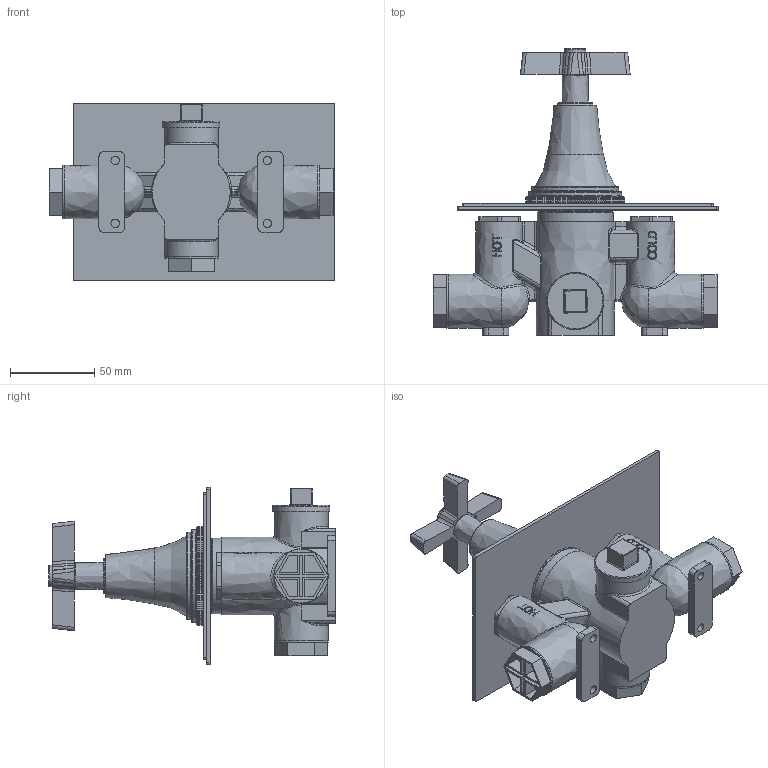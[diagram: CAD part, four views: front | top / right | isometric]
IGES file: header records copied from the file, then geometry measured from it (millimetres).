
Global section: file name: V600-T2X; native system: Autodesk Inventor 2018; preprocessor: unknown; author: adaniels; date: 20171021.103948; units: millimetre
Bounding box: 169.1 x 170.05 x 105 mm (x, y, z)
Volume: 422587.9 mm3; surface area: 194357.5 mm2
Topology: 42 solids, 46 shells, 2474 faces, 6329 edges, 4061 vertices
Faces by surface type: bspline 2474
